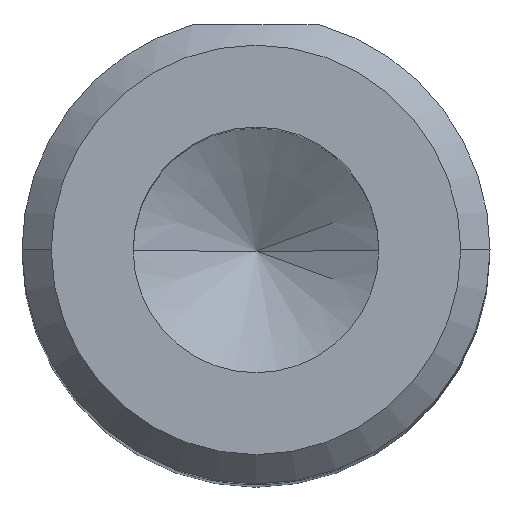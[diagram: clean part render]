
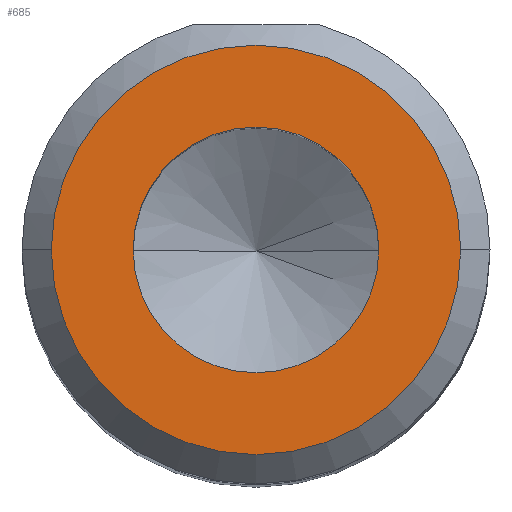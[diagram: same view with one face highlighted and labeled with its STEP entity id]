
A CAD part, top view. The second image highlights one B-rep face of the part: STEP entity #685.
In plain terms, the highlighted planar face has unit normal (0, 0, 1).
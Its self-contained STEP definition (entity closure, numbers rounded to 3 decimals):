
#1 = ORIENTED_EDGE ( 'NONE', *, *, #787, .F. ) ;
#4 = DIRECTION ( 'NONE',  ( 0., 0., 1. ) ) ;
#27 = AXIS2_PLACEMENT_3D ( 'NONE', #950, #1051, #468 ) ;
#30 = DIRECTION ( 'NONE',  ( 0., 0., 1. ) ) ;
#37 = AXIS2_PLACEMENT_3D ( 'NONE', #578, #4, #686 ) ;
#80 = CIRCLE ( 'NONE', #881, 3.5 ) ;
#107 = ORIENTED_EDGE ( 'NONE', *, *, #1019, .T. ) ;
#121 = VERTEX_POINT ( 'NONE', #1178 ) ;
#135 = EDGE_LOOP ( 'NONE', ( #817, #1 ) ) ;
#147 = CARTESIAN_POINT ( 'NONE',  ( 3.5, 0., 17.5 ) ) ;
#166 = FACE_BOUND ( 'NONE', #135, .T. ) ;
#226 = CARTESIAN_POINT ( 'NONE',  ( 0., 0., 17.5 ) ) ;
#319 = DIRECTION ( 'NONE',  ( 1., 0., 0. ) ) ;
#354 = AXIS2_PLACEMENT_3D ( 'NONE', #401, #1088, #496 ) ;
#367 = PLANE ( 'NONE',  #27 ) ;
#401 = CARTESIAN_POINT ( 'NONE',  ( 0., 0., 17.5 ) ) ;
#468 = DIRECTION ( 'NONE',  ( 1., 0., 0. ) ) ;
#496 = DIRECTION ( 'NONE',  ( 1., 0., 0. ) ) ;
#526 = CARTESIAN_POINT ( 'NONE',  ( 2.1, 0., 17.5 ) ) ;
#560 = VERTEX_POINT ( 'NONE', #526 ) ;
#566 = CARTESIAN_POINT ( 'NONE',  ( -2.1, 0., 17.5 ) ) ;
#567 = VERTEX_POINT ( 'NONE', #147 ) ;
#578 = CARTESIAN_POINT ( 'NONE',  ( 0., 0., 17.5 ) ) ;
#611 = CARTESIAN_POINT ( 'NONE',  ( 0., 0., 17.5 ) ) ;
#685 = ADVANCED_FACE ( 'NONE', ( #961, #166 ), #367, .T. ) ;
#686 = DIRECTION ( 'NONE',  ( 1., 0., 0. ) ) ;
#710 = DIRECTION ( 'NONE',  ( 1., 0., 0. ) ) ;
#720 = EDGE_CURVE ( 'NONE', #567, #121, #896, .T. ) ;
#783 = CIRCLE ( 'NONE', #1081, 2.1 ) ;
#787 = EDGE_CURVE ( 'NONE', #1171, #560, #806, .T. ) ;
#806 = CIRCLE ( 'NONE', #354, 2.1 ) ;
#811 = EDGE_LOOP ( 'NONE', ( #107, #1010 ) ) ;
#817 = ORIENTED_EDGE ( 'NONE', *, *, #1025, .F. ) ;
#881 = AXIS2_PLACEMENT_3D ( 'NONE', #611, #30, #710 ) ;
#896 = CIRCLE ( 'NONE', #37, 3.5 ) ;
#899 = DIRECTION ( 'NONE',  ( 0., 0., 1. ) ) ;
#950 = CARTESIAN_POINT ( 'NONE',  ( 0., 0., 17.5 ) ) ;
#961 = FACE_OUTER_BOUND ( 'NONE', #811, .T. ) ;
#1010 = ORIENTED_EDGE ( 'NONE', *, *, #720, .T. ) ;
#1019 = EDGE_CURVE ( 'NONE', #121, #567, #80, .T. ) ;
#1025 = EDGE_CURVE ( 'NONE', #560, #1171, #783, .T. ) ;
#1051 = DIRECTION ( 'NONE',  ( 0., 0., 1. ) ) ;
#1081 = AXIS2_PLACEMENT_3D ( 'NONE', #226, #899, #319 ) ;
#1088 = DIRECTION ( 'NONE',  ( 0., 0., 1. ) ) ;
#1171 = VERTEX_POINT ( 'NONE', #566 ) ;
#1178 = CARTESIAN_POINT ( 'NONE',  ( -3.5, 0., 17.5 ) ) ;
